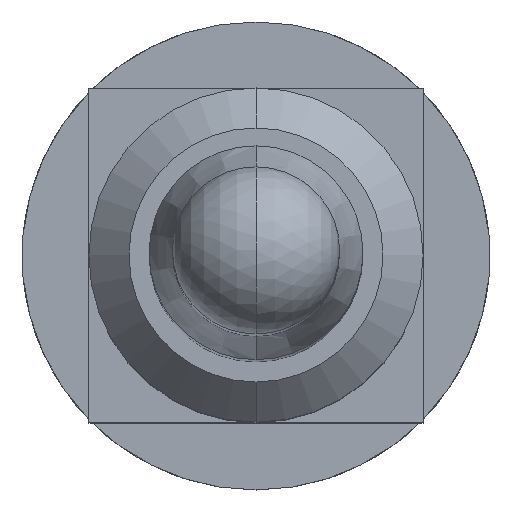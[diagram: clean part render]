
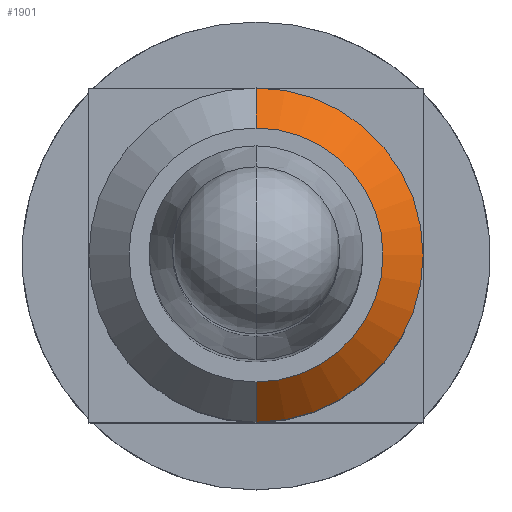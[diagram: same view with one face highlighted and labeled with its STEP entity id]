
A CAD part, top view. The second image highlights one B-rep face of the part: STEP entity #1901.
In plain terms, the highlighted conical face has half-angle 45 degrees and reference radius 0.5 mm.
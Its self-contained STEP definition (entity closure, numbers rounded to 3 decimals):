
#82 = AXIS2_PLACEMENT_3D ( 'NONE', #5836, #5837, #5838 ) ;
#128 = AXIS2_PLACEMENT_3D ( 'NONE', #2007, #2008, #2009 ) ;
#288 = EDGE_CURVE ( 'NONE', #2113, #2117, #6359, .T. ) ;
#290 = EDGE_CURVE ( 'NONE', #2109, #2117, #6361, .T. ) ;
#991 = EDGE_CURVE ( 'NONE', #2125, #2109, #3895, .T. ) ;
#1001 = EDGE_CURVE ( 'NONE', #2125, #2113, #3907, .T. ) ;
#1109 = CARTESIAN_POINT ( 'NONE',  ( 0., -0.38, 0. ) ) ;
#1901 = ADVANCED_FACE ( 'NONE', ( #2773 ), #2785, .T. ) ;
#1983 = CARTESIAN_POINT ( 'NONE',  ( 0., -0.5, -0.12 ) ) ;
#1984 = DIRECTION ( 'NONE',  ( 0., -0.707, -0.707 ) ) ;
#2007 = CARTESIAN_POINT ( 'NONE',  ( 0., 0., 0. ) ) ;
#2008 = DIRECTION ( 'NONE',  ( 0., 0., 1. ) ) ;
#2009 = DIRECTION ( 'NONE',  ( 0., -1., 0. ) ) ;
#2036 = ORIENTED_EDGE ( 'NONE', *, *, #991, .T. ) ;
#2037 = ORIENTED_EDGE ( 'NONE', *, *, #290, .T. ) ;
#2038 = ORIENTED_EDGE ( 'NONE', *, *, #288, .F. ) ;
#2109 = VERTEX_POINT ( 'NONE', #3430 ) ;
#2113 = VERTEX_POINT ( 'NONE', #3434 ) ;
#2117 = VERTEX_POINT ( 'NONE', #5489 ) ;
#2125 = VERTEX_POINT ( 'NONE', #1109 ) ;
#2773 = FACE_OUTER_BOUND ( 'NONE', #6202, .T. ) ;
#2785 = CONICAL_SURFACE ( 'NONE', #3663, 0.5, 0.785 ) ;
#3161 = DIRECTION ( 'NONE',  ( 0., 1., 0. ) ) ;
#3166 = DIRECTION ( 'NONE',  ( 0., 0., -1. ) ) ;
#3169 = CARTESIAN_POINT ( 'NONE',  ( 0., 0., -0.12 ) ) ;
#3430 = CARTESIAN_POINT ( 'NONE',  ( 0., -0.5, -0.12 ) ) ;
#3434 = CARTESIAN_POINT ( 'NONE',  ( 0., 0.38, 0. ) ) ;
#3663 = AXIS2_PLACEMENT_3D ( 'NONE', #3169, #3166, #3161 ) ;
#3895 = LINE ( 'NONE', #1983, #3898 ) ;
#3898 = VECTOR ( 'NONE', #1984, 1000. ) ;
#3907 = CIRCLE ( 'NONE', #128, 0.38 ) ;
#4644 = ORIENTED_EDGE ( 'NONE', *, *, #1001, .F. ) ;
#5489 = CARTESIAN_POINT ( 'NONE',  ( 0., 0.5, -0.12 ) ) ;
#5833 = CARTESIAN_POINT ( 'NONE',  ( 0., 0.5, -0.12 ) ) ;
#5834 = DIRECTION ( 'NONE',  ( 0., 0.707, -0.707 ) ) ;
#5836 = CARTESIAN_POINT ( 'NONE',  ( 0., 0., -0.12 ) ) ;
#5837 = DIRECTION ( 'NONE',  ( 0., 0., 1. ) ) ;
#5838 = DIRECTION ( 'NONE',  ( 0., -1., 0. ) ) ;
#6202 = EDGE_LOOP ( 'NONE', ( #4644, #2036, #2037, #2038 ) ) ;
#6359 = LINE ( 'NONE', #5833, #6362 ) ;
#6361 = CIRCLE ( 'NONE', #82, 0.5 ) ;
#6362 = VECTOR ( 'NONE', #5834, 1000. ) ;
